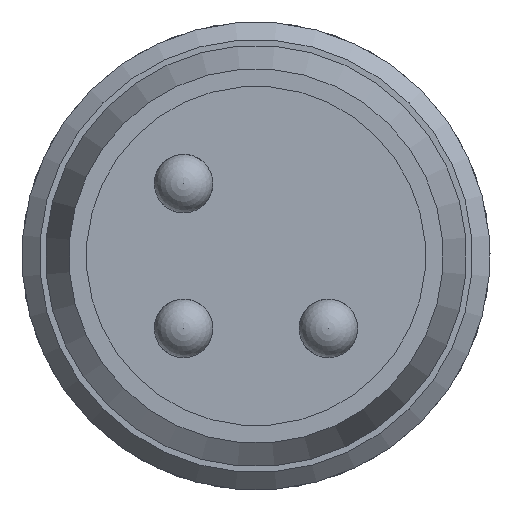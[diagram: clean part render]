
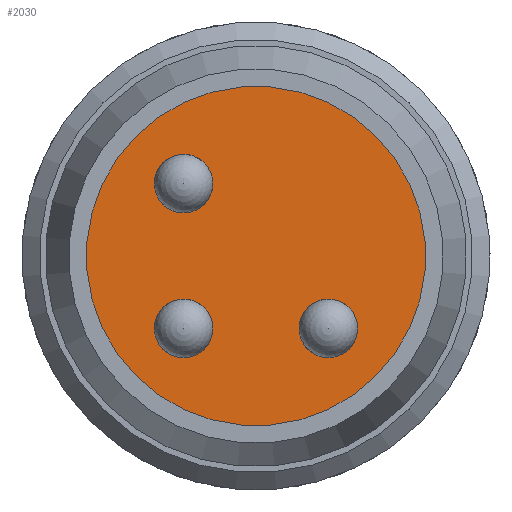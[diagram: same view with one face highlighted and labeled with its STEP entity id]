
A CAD part, front view. The second image highlights one B-rep face of the part: STEP entity #2030.
In plain terms, the highlighted planar face has unit normal (0, -1, 0).
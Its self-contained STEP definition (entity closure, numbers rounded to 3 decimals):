
#178=FACE_BOUND('',#449,.T.);
#179=FACE_BOUND('',#450,.T.);
#180=FACE_BOUND('',#451,.T.);
#208=PLANE('',#2245);
#316=FACE_OUTER_BOUND('',#448,.T.);
#448=EDGE_LOOP('',(#1575,#1576));
#449=EDGE_LOOP('',(#1577));
#450=EDGE_LOOP('',(#1578));
#451=EDGE_LOOP('',(#1579));
#823=CIRCLE('',#2216,0.5);
#827=CIRCLE('',#2222,0.5);
#831=CIRCLE('',#2228,0.5);
#842=CIRCLE('',#2246,2.9);
#843=CIRCLE('',#2247,2.9);
#952=VERTEX_POINT('',#3375);
#956=VERTEX_POINT('',#3386);
#960=VERTEX_POINT('',#3397);
#971=VERTEX_POINT('',#3432);
#972=VERTEX_POINT('',#3433);
#1169=EDGE_CURVE('',#952,#952,#823,.T.);
#1174=EDGE_CURVE('',#956,#956,#827,.T.);
#1179=EDGE_CURVE('',#960,#960,#831,.T.);
#1195=EDGE_CURVE('',#971,#972,#842,.T.);
#1196=EDGE_CURVE('',#972,#971,#843,.T.);
#1575=ORIENTED_EDGE('',*,*,#1195,.F.);
#1576=ORIENTED_EDGE('',*,*,#1196,.F.);
#1577=ORIENTED_EDGE('',*,*,#1174,.T.);
#1578=ORIENTED_EDGE('',*,*,#1179,.T.);
#1579=ORIENTED_EDGE('',*,*,#1169,.T.);
#2030=ADVANCED_FACE('',(#316,#178,#179,#180),#208,.T.);
#2216=AXIS2_PLACEMENT_3D('',#3377,#2581,#2582);
#2222=AXIS2_PLACEMENT_3D('',#3388,#2594,#2595);
#2228=AXIS2_PLACEMENT_3D('',#3399,#2607,#2608);
#2245=AXIS2_PLACEMENT_3D('',#3431,#2646,#2647);
#2246=AXIS2_PLACEMENT_3D('',#3434,#2648,#2649);
#2247=AXIS2_PLACEMENT_3D('',#3435,#2650,#2651);
#2581=DIRECTION('center_axis',(0.,1.,0.));
#2582=DIRECTION('ref_axis',(-0.707,0.,0.707));
#2594=DIRECTION('center_axis',(0.,1.,0.));
#2595=DIRECTION('ref_axis',(-0.707,0.,0.707));
#2607=DIRECTION('center_axis',(0.,1.,0.));
#2608=DIRECTION('ref_axis',(-0.707,0.,0.707));
#2646=DIRECTION('center_axis',(0.,-1.,0.));
#2647=DIRECTION('ref_axis',(0.707,0.,0.707));
#2648=DIRECTION('center_axis',(0.,1.,0.));
#2649=DIRECTION('ref_axis',(-0.707,0.,-0.707));
#2650=DIRECTION('center_axis',(0.,1.,0.));
#2651=DIRECTION('ref_axis',(-0.707,0.,-0.707));
#3375=CARTESIAN_POINT('',(5.105,55.85,-0.854));
#3377=CARTESIAN_POINT('Origin',(4.752,55.85,-0.5));
#3386=CARTESIAN_POINT('',(5.105,55.85,1.621));
#3388=CARTESIAN_POINT('Origin',(4.752,55.85,1.975));
#3397=CARTESIAN_POINT('',(7.58,55.85,-0.854));
#3399=CARTESIAN_POINT('Origin',(7.227,55.85,-0.5));
#3431=CARTESIAN_POINT('Origin',(4.964,55.85,-0.288));
#3432=CARTESIAN_POINT('',(3.939,55.85,-1.313));
#3433=CARTESIAN_POINT('',(8.04,55.85,2.788));
#3434=CARTESIAN_POINT('Origin',(5.989,55.85,0.737));
#3435=CARTESIAN_POINT('Origin',(5.989,55.85,0.737));
